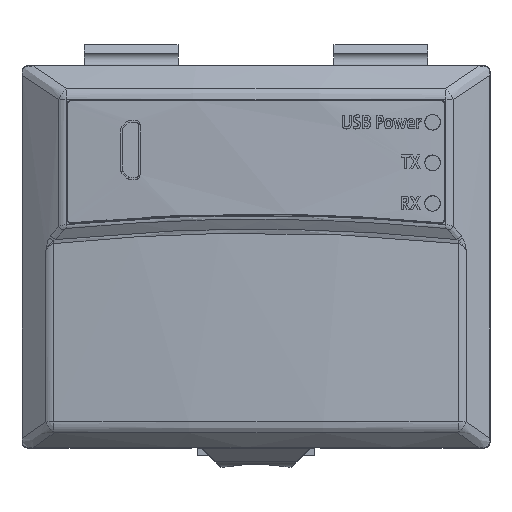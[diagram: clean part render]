
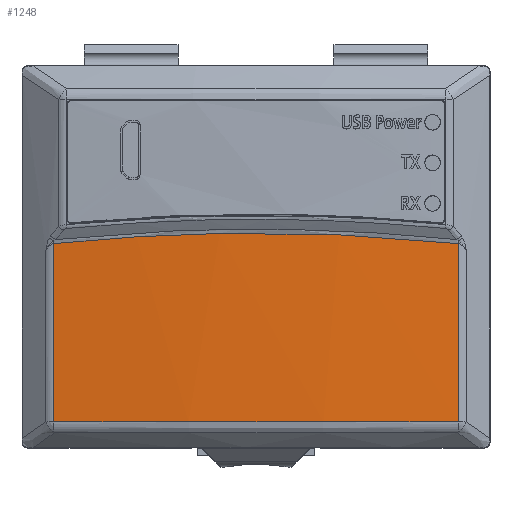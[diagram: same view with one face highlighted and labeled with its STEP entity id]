
A CAD part, top view. The second image highlights one B-rep face of the part: STEP entity #1248.
In plain terms, the highlighted cylindrical face has radius 250 mm (diameter 500 mm), a partial arc.
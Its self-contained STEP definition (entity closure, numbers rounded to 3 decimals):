
#323=FACE_OUTER_BOUND('',#1796,.T.);
#671=LINE('',#7593,#949);
#672=LINE('',#7601,#950);
#949=VECTOR('',#5952,1.);
#950=VECTOR('',#5953,1.);
#1248=ADVANCED_FACE('',(#323),#1549,.T.);
#1549=CYLINDRICAL_SURFACE('',#5499,250.);
#1796=EDGE_LOOP('',(#2280,#2281,#2282,#2283));
#2280=ORIENTED_EDGE('',*,*,#4330,.T.);
#2281=ORIENTED_EDGE('',*,*,#4331,.T.);
#2282=ORIENTED_EDGE('',*,*,#4332,.T.);
#2283=ORIENTED_EDGE('',*,*,#4333,.T.);
#3803=VERTEX_POINT('',#7594);
#3804=VERTEX_POINT('',#7595);
#3805=VERTEX_POINT('',#7600);
#3806=VERTEX_POINT('',#7602);
#4330=EDGE_CURVE('',#3803,#3804,#671,.T.);
#4331=EDGE_CURVE('',#3804,#3805,#5021,.T.);
#4332=EDGE_CURVE('',#3805,#3806,#672,.T.);
#4333=EDGE_CURVE('',#3806,#3803,#5022,.T.);
#5021=B_SPLINE_CURVE_WITH_KNOTS('',3,(#7596,#7597,#7598,#7599),
 .UNSPECIFIED.,.F.,.F.,(4,4),(0.,1.),.UNSPECIFIED.);
#5022=B_SPLINE_CURVE_WITH_KNOTS('',3,(#7603,#7604,#7605,#7606),
 .UNSPECIFIED.,.F.,.F.,(4,4),(0.,1.),.UNSPECIFIED.);
#5499=AXIS2_PLACEMENT_3D('',#7607,#5954,#5955);
#5952=DIRECTION('',(0.,1.,0.));
#5953=DIRECTION('',(0.,-1.,0.));
#5954=DIRECTION('',(0.,-1.,0.));
#5955=DIRECTION('',(0.,0.,-1.));
#7593=CARTESIAN_POINT('',(25.938,249.304,12.361));
#7594=CARTESIAN_POINT('',(25.938,-44.107,12.361));
#7595=CARTESIAN_POINT('',(25.938,-21.258,12.361));
#7596=CARTESIAN_POINT('',(25.938,-21.258,12.361));
#7597=CARTESIAN_POINT('',(8.739,-19.461,14.155));
#7598=CARTESIAN_POINT('',(-8.739,-19.461,14.155));
#7599=CARTESIAN_POINT('',(-25.938,-21.258,12.361));
#7600=CARTESIAN_POINT('',(-25.938,-21.258,12.361));
#7601=CARTESIAN_POINT('',(-25.938,249.304,12.361));
#7602=CARTESIAN_POINT('',(-25.938,-44.107,12.361));
#7603=CARTESIAN_POINT('',(-25.938,-44.107,12.361));
#7604=CARTESIAN_POINT('',(-8.646,-44.121,14.165));
#7605=CARTESIAN_POINT('',(8.646,-44.121,14.165));
#7606=CARTESIAN_POINT('',(25.938,-44.107,12.361));
#7607=CARTESIAN_POINT('',(0.,249.304,-236.29));
